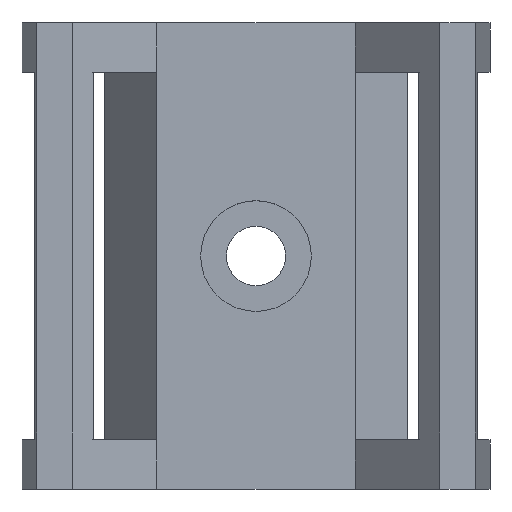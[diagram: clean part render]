
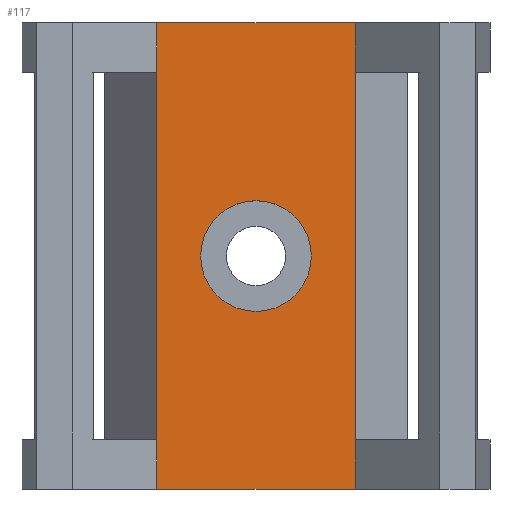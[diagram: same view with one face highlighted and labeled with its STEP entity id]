
A CAD part, top view. The second image highlights one B-rep face of the part: STEP entity #117.
In plain terms, the highlighted planar face has unit normal (0, 0, 1).
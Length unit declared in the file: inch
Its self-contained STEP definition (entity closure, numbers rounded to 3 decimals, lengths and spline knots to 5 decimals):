
#101=FACE_BOUND('',#174,.T.);
#102=FACE_BOUND('',#175,.T.);
#110=CIRCLE('',#533,0.1325);
#117=ADVANCED_FACE('',(#101,#102),#138,.T.);
#138=PLANE('',#534);
#174=EDGE_LOOP('',(#221));
#175=EDGE_LOOP('',(#222,#223,#224,#225,#226,#227,#228,#229));
#221=ORIENTED_EDGE('',*,*,#377,.T.);
#222=ORIENTED_EDGE('',*,*,#362,.T.);
#223=ORIENTED_EDGE('',*,*,#378,.F.);
#224=ORIENTED_EDGE('',*,*,#379,.T.);
#225=ORIENTED_EDGE('',*,*,#380,.T.);
#226=ORIENTED_EDGE('',*,*,#375,.F.);
#227=ORIENTED_EDGE('',*,*,#381,.F.);
#228=ORIENTED_EDGE('',*,*,#382,.F.);
#229=ORIENTED_EDGE('',*,*,#383,.T.);
#318=VERTEX_POINT('',#668);
#322=VERTEX_POINT('',#677);
#323=VERTEX_POINT('',#679);
#333=VERTEX_POINT('',#704);
#334=VERTEX_POINT('',#708);
#335=VERTEX_POINT('',#710);
#336=VERTEX_POINT('',#712);
#337=VERTEX_POINT('',#715);
#338=VERTEX_POINT('',#717);
#362=EDGE_CURVE('',#323,#322,#422,.T.);
#375=EDGE_CURVE('',#318,#333,#434,.T.);
#377=EDGE_CURVE('',#334,#334,#110,.T.);
#378=EDGE_CURVE('',#335,#322,#436,.T.);
#379=EDGE_CURVE('',#335,#336,#437,.T.);
#380=EDGE_CURVE('',#336,#333,#438,.T.);
#381=EDGE_CURVE('',#337,#318,#439,.T.);
#382=EDGE_CURVE('',#338,#337,#440,.T.);
#383=EDGE_CURVE('',#338,#323,#441,.T.);
#422=LINE('',#678,#478);
#434=LINE('',#703,#490);
#436=LINE('',#709,#492);
#437=LINE('',#711,#493);
#438=LINE('',#713,#494);
#439=LINE('',#714,#495);
#440=LINE('',#716,#496);
#441=LINE('',#718,#497);
#478=VECTOR('',#564,1.);
#490=VECTOR('',#582,1.);
#492=VECTOR('',#588,1.);
#493=VECTOR('',#589,1.);
#494=VECTOR('',#590,1.);
#495=VECTOR('',#591,1.);
#496=VECTOR('',#592,1.);
#497=VECTOR('',#593,1.);
#533=AXIS2_PLACEMENT_3D('',#707,#586,#587);
#534=AXIS2_PLACEMENT_3D('',#719,#594,#595);
#564=DIRECTION('',(0.,-1.,0.));
#582=DIRECTION('',(0.,-1.,0.));
#586=DIRECTION('',(0.,0.,-1.));
#587=DIRECTION('',(-1.,0.,0.));
#588=DIRECTION('',(0.,1.,0.));
#589=DIRECTION('',(1.,0.,0.));
#590=DIRECTION('',(0.,1.,0.));
#591=DIRECTION('',(0.,-1.,0.));
#592=DIRECTION('',(1.,0.,0.));
#593=DIRECTION('',(0.,-1.,0.));
#594=DIRECTION('',(0.,0.,1.));
#595=DIRECTION('',(1.,0.,0.));
#668=CARTESIAN_POINT('',(0.2375,0.44,0.147));
#677=CARTESIAN_POINT('',(-0.2375,-0.44,0.147));
#678=CARTESIAN_POINT('',(-0.2375,0.44,0.147));
#679=CARTESIAN_POINT('',(-0.2375,0.44,0.147));
#703=CARTESIAN_POINT('',(0.2375,0.44,0.147));
#704=CARTESIAN_POINT('',(0.2375,-0.44,0.147));
#707=CARTESIAN_POINT('',(0.,0.,0.147));
#708=CARTESIAN_POINT('',(-0.1325,0.,0.147));
#709=CARTESIAN_POINT('',(-0.2375,-0.558,0.147));
#710=CARTESIAN_POINT('',(-0.2375,-0.558,0.147));
#711=CARTESIAN_POINT('',(-0.2375,-0.558,0.147));
#712=CARTESIAN_POINT('',(0.2375,-0.558,0.147));
#713=CARTESIAN_POINT('',(0.2375,-0.558,0.147));
#714=CARTESIAN_POINT('',(0.2375,0.558,0.147));
#715=CARTESIAN_POINT('',(0.2375,0.558,0.147));
#716=CARTESIAN_POINT('',(-0.2375,0.558,0.147));
#717=CARTESIAN_POINT('',(-0.2375,0.558,0.147));
#718=CARTESIAN_POINT('',(-0.2375,0.558,0.147));
#719=CARTESIAN_POINT('',(0.2375,0.44,0.147));
